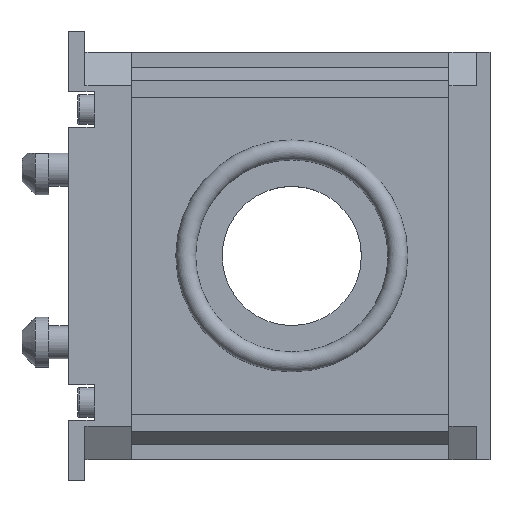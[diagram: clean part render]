
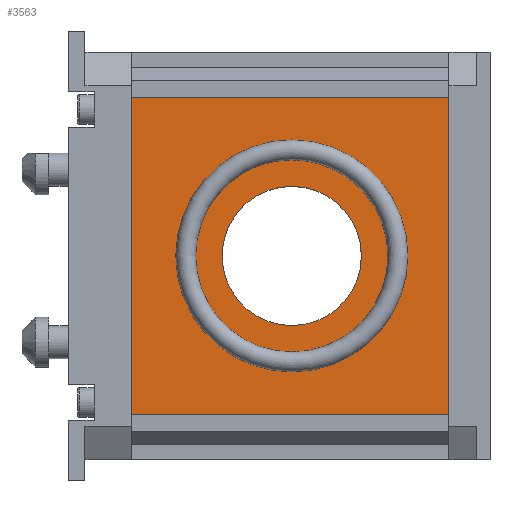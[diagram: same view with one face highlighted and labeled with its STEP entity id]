
A CAD part, top view. The second image highlights one B-rep face of the part: STEP entity #3563.
In plain terms, the highlighted planar face has unit normal (0, 0, 1).
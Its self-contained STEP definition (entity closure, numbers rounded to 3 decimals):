
#200=LINE('',#5591,#596);
#204=LINE('',#5599,#600);
#227=LINE('',#5645,#623);
#233=LINE('',#5657,#629);
#254=LINE('',#5694,#650);
#278=LINE('',#5740,#674);
#346=LINE('',#5895,#742);
#361=LINE('',#5936,#757);
#363=LINE('',#5939,#759);
#382=LINE('',#6010,#778);
#383=LINE('',#6014,#779);
#384=LINE('',#6015,#780);
#385=LINE('',#6020,#781);
#386=LINE('',#6024,#782);
#387=LINE('',#6028,#783);
#388=LINE('',#6031,#784);
#596=VECTOR('',#4557,1000.);
#600=VECTOR('',#4561,1000.);
#623=VECTOR('',#4586,1000.);
#629=VECTOR('',#4596,1000.);
#650=VECTOR('',#4625,1000.);
#674=VECTOR('',#4663,1000.);
#742=VECTOR('',#4787,1000.);
#757=VECTOR('',#4826,1000.);
#759=VECTOR('',#4830,1000.);
#778=VECTOR('',#4933,1000.);
#779=VECTOR('',#4938,1000.);
#780=VECTOR('',#4939,1000.);
#781=VECTOR('',#4944,1000.);
#782=VECTOR('',#4947,1000.);
#783=VECTOR('',#4950,1000.);
#784=VECTOR('',#4953,1000.);
#1425=ORIENTED_EDGE('',*,*,#2184,.T.);
#1426=ORIENTED_EDGE('',*,*,#2185,.T.);
#1427=ORIENTED_EDGE('',*,*,#2133,.T.);
#1428=ORIENTED_EDGE('',*,*,#2186,.T.);
#1429=ORIENTED_EDGE('',*,*,#2187,.F.);
#1430=ORIENTED_EDGE('',*,*,#2156,.T.);
#1431=ORIENTED_EDGE('',*,*,#1976,.T.);
#1432=ORIENTED_EDGE('',*,*,#2183,.T.);
#1433=ORIENTED_EDGE('',*,*,#2003,.F.);
#1434=ORIENTED_EDGE('',*,*,#2056,.T.);
#1435=ORIENTED_EDGE('',*,*,#2188,.F.);
#1436=ORIENTED_EDGE('',*,*,#2189,.T.);
#1437=ORIENTED_EDGE('',*,*,#2190,.T.);
#1438=ORIENTED_EDGE('',*,*,#2191,.T.);
#1439=ORIENTED_EDGE('',*,*,#2192,.T.);
#1440=ORIENTED_EDGE('',*,*,#2193,.T.);
#1441=ORIENTED_EDGE('',*,*,#2194,.F.);
#1442=ORIENTED_EDGE('',*,*,#2031,.T.);
#1443=ORIENTED_EDGE('',*,*,#2009,.F.);
#1444=ORIENTED_EDGE('',*,*,#2195,.T.);
#1445=ORIENTED_EDGE('',*,*,#1980,.T.);
#1446=ORIENTED_EDGE('',*,*,#2154,.F.);
#1447=ORIENTED_EDGE('',*,*,#2181,.F.);
#1976=EDGE_CURVE('',#2458,#2457,#200,.T.);
#1980=EDGE_CURVE('',#2462,#2461,#204,.T.);
#2003=EDGE_CURVE('',#2483,#2480,#227,.T.);
#2009=EDGE_CURVE('',#2486,#2488,#233,.T.);
#2031=EDGE_CURVE('',#2500,#2488,#254,.T.);
#2056=EDGE_CURVE('',#2483,#2515,#278,.T.);
#2133=EDGE_CURVE('',#2567,#2568,#346,.T.);
#2154=EDGE_CURVE('',#2580,#2461,#361,.T.);
#2156=EDGE_CURVE('',#2581,#2458,#363,.T.);
#2181=EDGE_CURVE('',#2590,#2580,#2749,.T.);
#2183=EDGE_CURVE('',#2457,#2480,#382,.T.);
#2184=EDGE_CURVE('',#2591,#2591,#2750,.T.);
#2185=EDGE_CURVE('',#2590,#2567,#383,.T.);
#2186=EDGE_CURVE('',#2568,#2592,#384,.T.);
#2187=EDGE_CURVE('',#2581,#2592,#2751,.T.);
#2188=EDGE_CURVE('',#2593,#2515,#2752,.T.);
#2189=EDGE_CURVE('',#2593,#2594,#385,.T.);
#2190=EDGE_CURVE('',#2594,#2595,#2753,.T.);
#2191=EDGE_CURVE('',#2595,#2596,#386,.T.);
#2192=EDGE_CURVE('',#2596,#2597,#2754,.T.);
#2193=EDGE_CURVE('',#2597,#2598,#387,.T.);
#2194=EDGE_CURVE('',#2500,#2598,#2755,.T.);
#2195=EDGE_CURVE('',#2486,#2462,#388,.T.);
#2457=VERTEX_POINT('',#5590);
#2458=VERTEX_POINT('',#5592);
#2461=VERTEX_POINT('',#5598);
#2462=VERTEX_POINT('',#5600);
#2480=VERTEX_POINT('',#5637);
#2483=VERTEX_POINT('',#5644);
#2486=VERTEX_POINT('',#5655);
#2488=VERTEX_POINT('',#5658);
#2500=VERTEX_POINT('',#5695);
#2515=VERTEX_POINT('',#5741);
#2567=VERTEX_POINT('',#5896);
#2568=VERTEX_POINT('',#5897);
#2580=VERTEX_POINT('',#5935);
#2581=VERTEX_POINT('',#5940);
#2590=VERTEX_POINT('',#6006);
#2591=VERTEX_POINT('',#6013);
#2592=VERTEX_POINT('',#6016);
#2593=VERTEX_POINT('',#6019);
#2594=VERTEX_POINT('',#6021);
#2595=VERTEX_POINT('',#6023);
#2596=VERTEX_POINT('',#6025);
#2597=VERTEX_POINT('',#6027);
#2598=VERTEX_POINT('',#6029);
#2749=CIRCLE('',#4259,2.4);
#2750=CIRCLE('',#4262,10.5);
#2751=CIRCLE('',#4263,2.4);
#2752=CIRCLE('',#4264,1.);
#2753=CIRCLE('',#4265,0.5);
#2754=CIRCLE('',#4266,0.5);
#2755=CIRCLE('',#4267,1.);
#2910=EDGE_LOOP('',(#1425));
#2911=EDGE_LOOP('',(#1426,#1427,#1428,#1429,#1430,#1431,#1432,#1433,#1434,
#1435,#1436,#1437,#1438,#1439,#1440,#1441,#1442,#1443,#1444,#1445,#1446,
#1447));
#3169=FACE_BOUND('',#2910,.T.);
#3170=FACE_BOUND('',#2911,.T.);
#3405=PLANE('',#4261);
#3563=ADVANCED_FACE('',(#3169,#3170),#3405,.T.);
#4259=AXIS2_PLACEMENT_3D('',#6007,#4928,#4929);
#4261=AXIS2_PLACEMENT_3D('',#6011,#4934,#4935);
#4262=AXIS2_PLACEMENT_3D('',#6012,#4936,#4937);
#4263=AXIS2_PLACEMENT_3D('',#6017,#4940,#4941);
#4264=AXIS2_PLACEMENT_3D('',#6018,#4942,#4943);
#4265=AXIS2_PLACEMENT_3D('',#6022,#4945,#4946);
#4266=AXIS2_PLACEMENT_3D('',#6026,#4948,#4949);
#4267=AXIS2_PLACEMENT_3D('',#6030,#4951,#4952);
#4557=DIRECTION('',(0.,-1.,0.));
#4561=DIRECTION('',(0.,-1.,0.));
#4586=DIRECTION('',(-1.,0.,0.));
#4596=DIRECTION('',(1.,0.,0.));
#4625=DIRECTION('',(0.,1.,0.));
#4663=DIRECTION('',(0.,1.,0.));
#4787=DIRECTION('',(0.,-1.,0.));
#4826=DIRECTION('',(1.,0.,0.));
#4830=DIRECTION('',(1.,0.,0.));
#4928=DIRECTION('',(0.,0.,1.));
#4929=DIRECTION('',(1.,0.,0.));
#4933=DIRECTION('',(1.,-0.013,0.));
#4934=DIRECTION('',(0.,0.,1.));
#4935=DIRECTION('',(1.,0.,0.));
#4936=DIRECTION('',(0.,0.,-1.));
#4937=DIRECTION('',(-1.,0.,0.));
#4938=DIRECTION('',(-0.766,-0.643,0.));
#4939=DIRECTION('',(0.766,-0.643,0.));
#4940=DIRECTION('',(0.,0.,1.));
#4941=DIRECTION('',(1.,0.,0.));
#4942=DIRECTION('',(0.,0.,1.));
#4943=DIRECTION('',(1.,0.,0.));
#4944=DIRECTION('',(0.766,0.643,0.));
#4945=DIRECTION('',(0.,0.,1.));
#4946=DIRECTION('',(1.,0.,0.));
#4947=DIRECTION('',(0.,1.,0.));
#4948=DIRECTION('',(0.,0.,1.));
#4949=DIRECTION('',(1.,0.,0.));
#4950=DIRECTION('',(-0.766,0.643,0.));
#4951=DIRECTION('',(0.,0.,1.));
#4952=DIRECTION('',(1.,0.,0.));
#4953=DIRECTION('',(-1.,-0.013,0.));
#5590=CARTESIAN_POINT('',(0.,5.5,3.5));
#5591=CARTESIAN_POINT('',(0.,0.,3.5));
#5592=CARTESIAN_POINT('',(0.,12.7,3.5));
#5598=CARTESIAN_POINT('',(0.,48.7,3.5));
#5599=CARTESIAN_POINT('',(0.,55.9,3.5));
#5600=CARTESIAN_POINT('',(0.,55.9,3.5));
#5637=CARTESIAN_POINT('',(43.444,4.956,3.5));
#5644=CARTESIAN_POINT('',(47.9,4.956,3.5));
#5645=CARTESIAN_POINT('',(47.9,4.956,3.5));
#5655=CARTESIAN_POINT('',(43.444,56.444,3.5));
#5657=CARTESIAN_POINT('',(47.9,56.444,3.5));
#5658=CARTESIAN_POINT('',(47.9,56.444,3.5));
#5694=CARTESIAN_POINT('',(47.9,46.116,3.5));
#5695=CARTESIAN_POINT('',(47.9,46.116,3.5));
#5740=CARTESIAN_POINT('',(47.9,4.9,3.5));
#5741=CARTESIAN_POINT('',(47.9,15.284,3.5));
#5895=CARTESIAN_POINT('',(-2.8,48.7,3.5));
#5896=CARTESIAN_POINT('',(-2.8,45.851,3.5));
#5897=CARTESIAN_POINT('',(-2.8,15.549,3.5));
#5935=CARTESIAN_POINT('',(-0.081,48.7,3.5));
#5936=CARTESIAN_POINT('',(-1.7,48.7,3.5));
#5939=CARTESIAN_POINT('',(-1.7,12.7,3.5));
#5940=CARTESIAN_POINT('',(-0.081,12.7,3.5));
#6006=CARTESIAN_POINT('',(-0.857,47.481,3.5));
#6007=CARTESIAN_POINT('',(-2.4,49.319,3.5));
#6010=CARTESIAN_POINT('',(0.,5.5,3.5));
#6011=CARTESIAN_POINT('',(-2.5,15.95,3.5));
#6012=CARTESIAN_POINT('',(24.2,30.7,3.5));
#6013=CARTESIAN_POINT('',(13.7,30.7,3.5));
#6014=CARTESIAN_POINT('',(-0.857,47.481,3.5));
#6015=CARTESIAN_POINT('',(-2.821,15.567,3.5));
#6016=CARTESIAN_POINT('',(-0.857,13.919,3.5));
#6017=CARTESIAN_POINT('',(-2.4,12.081,3.5));
#6018=CARTESIAN_POINT('',(48.9,15.284,3.5));
#6019=CARTESIAN_POINT('',(48.257,16.05,3.5));
#6020=CARTESIAN_POINT('',(48.257,16.05,3.5));
#6021=CARTESIAN_POINT('',(49.721,17.278,3.5));
#6022=CARTESIAN_POINT('',(49.4,17.661,3.5));
#6023=CARTESIAN_POINT('',(49.9,17.661,3.5));
#6024=CARTESIAN_POINT('',(49.9,17.661,3.5));
#6025=CARTESIAN_POINT('',(49.9,43.739,3.5));
#6026=CARTESIAN_POINT('',(49.4,43.739,3.5));
#6027=CARTESIAN_POINT('',(49.721,44.122,3.5));
#6028=CARTESIAN_POINT('',(49.721,44.122,3.5));
#6029=CARTESIAN_POINT('',(48.257,45.35,3.5));
#6030=CARTESIAN_POINT('',(48.9,46.116,3.5));
#6031=CARTESIAN_POINT('',(47.9,56.5,3.5));
